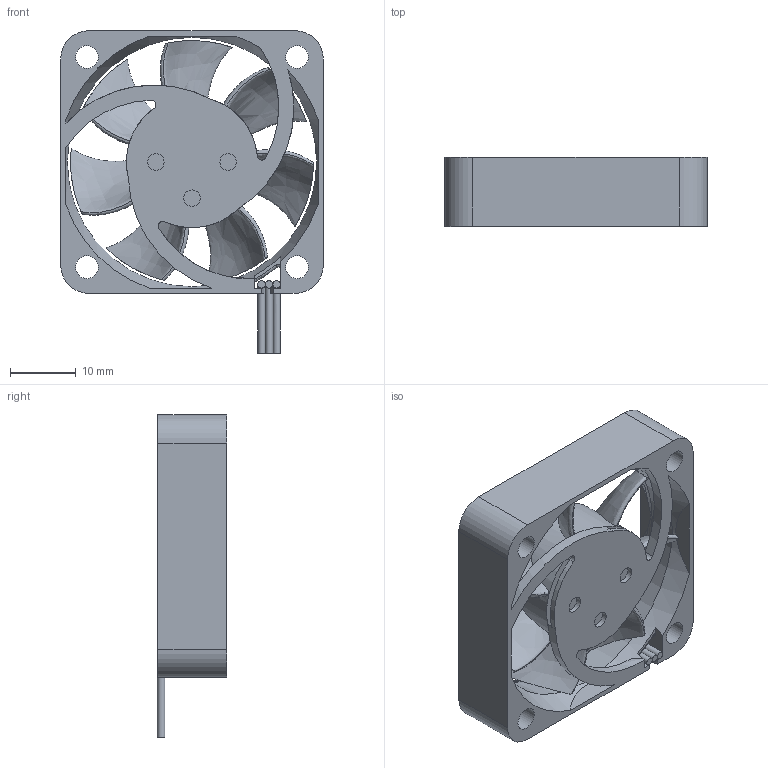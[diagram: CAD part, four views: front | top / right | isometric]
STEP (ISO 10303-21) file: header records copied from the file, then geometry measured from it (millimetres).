
FILE_DESCRIPTION(/* description */ (''),/* implementation_level */ '2;1');
FILE_NAME(/* name */ 'Fan 4010 - Orion Fan - OD4010-24HB01A.step',/* time_stamp */ '2024-03-21T14:54:16-04:00',/* author */ (''),/* organization */ (''),/* preprocessor_version */ 'ST-DEVELOPER v20',/* originating_system */ 'Autodesk Translation Framework v12.20.1.177',/* authorisation */ '');
FILE_SCHEMA (('AUTOMOTIVE_DESIGN { 1 0 10303 214 3 1 1 }'));
Length unit declared in the file: millimetre
Products named in the file (5): OD4010_m0_frame; Orion Blades_40x40 v3; Wire-Red; Wire-Black; Wire-White
Assembly tree (4 placements, depth 2):
  OD4010_m0_frame
    Orion Blades_40x40 v3
    Wire-Red
    Wire-Black
    Wire-White
Bounding box: 40 x 10.57 x 49.12 mm (x, y, z)
Volume: 7023.6 mm3; surface area: 9578.4 mm2
Topology: 5 solids, 5 shells, 190 faces, 482 edges, 315 vertices
Faces by surface type: plane 76, cylinder 49, cone 41, bspline 17, torus 4, sphere 3
Full cylindrical faces by diameter (mm): 1.15 x6, 2.5 x3, 3.5 x4, 4 x2, 5.4 x2, 6 x2, 6.8 x1, 20 x1
Entity records: 11260 total; most frequent: CARTESIAN_POINT 6514, DIRECTION 963, ORIENTED_EDGE 946, EDGE_CURVE 473, AXIS2_PLACEMENT_3D 379, VERTEX_POINT 315, EDGE_LOOP 232, LINE 205
